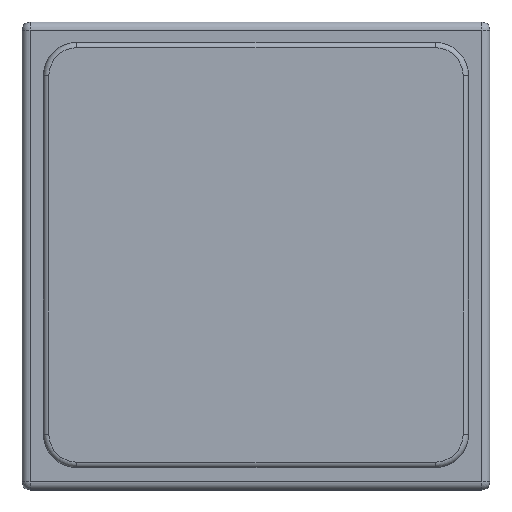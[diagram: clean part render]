
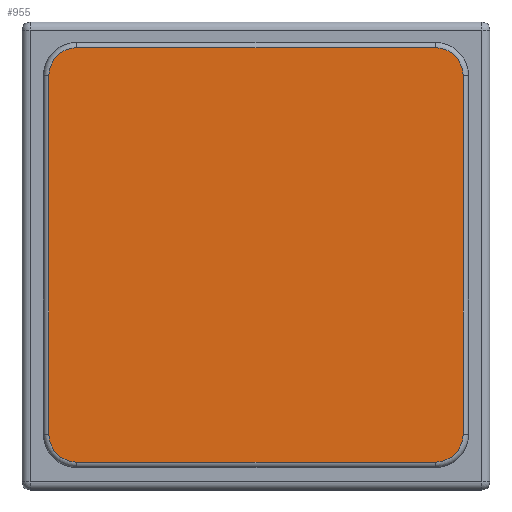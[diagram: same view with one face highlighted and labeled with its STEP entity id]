
A CAD part, top view. The second image highlights one B-rep face of the part: STEP entity #955.
In plain terms, the highlighted planar face has unit normal (0, 0, 1).
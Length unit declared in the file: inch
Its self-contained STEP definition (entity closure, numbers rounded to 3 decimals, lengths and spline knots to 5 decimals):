
#243=DIRECTION('',(1.,0.,0.));
#244=VECTOR('',#243,1.34);
#245=CARTESIAN_POINT('',(-0.67,-0.775,2.35));
#246=LINE('',#245,#244);
#247=CARTESIAN_POINT('',(-0.67,-0.67,2.35));
#248=DIRECTION('',(0.,0.,1.));
#249=DIRECTION('',(-1.,0.,0.));
#250=AXIS2_PLACEMENT_3D('',#247,#248,#249);
#252=DIRECTION('',(0.,-1.,0.));
#253=VECTOR('',#252,1.34);
#254=CARTESIAN_POINT('',(-0.775,0.67,2.35));
#255=LINE('',#254,#253);
#256=CARTESIAN_POINT('',(-0.67,0.67,2.35));
#257=DIRECTION('',(0.,0.,1.));
#258=DIRECTION('',(0.,1.,0.));
#259=AXIS2_PLACEMENT_3D('',#256,#257,#258);
#261=DIRECTION('',(-1.,0.,0.));
#262=VECTOR('',#261,1.34);
#263=CARTESIAN_POINT('',(0.67,0.775,2.35));
#264=LINE('',#263,#262);
#265=CARTESIAN_POINT('',(0.67,0.67,2.35));
#266=DIRECTION('',(0.,0.,1.));
#267=DIRECTION('',(1.,0.,0.));
#268=AXIS2_PLACEMENT_3D('',#265,#266,#267);
#270=DIRECTION('',(0.,1.,0.));
#271=VECTOR('',#270,1.34);
#272=CARTESIAN_POINT('',(0.775,-0.67,2.35));
#273=LINE('',#272,#271);
#274=CARTESIAN_POINT('',(0.67,-0.67,2.35));
#275=DIRECTION('',(0.,0.,1.));
#276=DIRECTION('',(0.,-1.,0.));
#277=AXIS2_PLACEMENT_3D('',#274,#275,#276);
#494=CARTESIAN_POINT('',(-0.67,-0.775,2.35));
#495=CARTESIAN_POINT('',(0.67,-0.775,2.35));
#496=VERTEX_POINT('',#494);
#497=VERTEX_POINT('',#495);
#502=CARTESIAN_POINT('',(0.775,-0.67,2.35));
#503=CARTESIAN_POINT('',(0.775,0.67,2.35));
#504=VERTEX_POINT('',#502);
#505=VERTEX_POINT('',#503);
#510=CARTESIAN_POINT('',(0.67,0.775,2.35));
#511=CARTESIAN_POINT('',(-0.67,0.775,2.35));
#512=VERTEX_POINT('',#510);
#513=VERTEX_POINT('',#511);
#518=CARTESIAN_POINT('',(-0.775,0.67,2.35));
#519=CARTESIAN_POINT('',(-0.775,-0.67,2.35));
#520=VERTEX_POINT('',#518);
#521=VERTEX_POINT('',#519);
#934=CARTESIAN_POINT('',(0.,0.,2.35));
#935=DIRECTION('',(0.,0.,-1.));
#936=DIRECTION('',(0.,1.,0.));
#937=AXIS2_PLACEMENT_3D('',#934,#935,#936);
#938=PLANE('',#937);
#940=ORIENTED_EDGE('',*,*,#939,.F.);
#942=ORIENTED_EDGE('',*,*,#941,.F.);
#944=ORIENTED_EDGE('',*,*,#943,.F.);
#946=ORIENTED_EDGE('',*,*,#945,.F.);
#948=ORIENTED_EDGE('',*,*,#947,.F.);
#949=ORIENTED_EDGE('',*,*,#912,.F.);
#950=ORIENTED_EDGE('',*,*,#924,.F.);
#952=ORIENTED_EDGE('',*,*,#951,.F.);
#953=EDGE_LOOP('',(#940,#942,#944,#946,#948,#949,#950,#952));
#954=FACE_OUTER_BOUND('',#953,.F.);
#955=ADVANCED_FACE('',(#954),#938,.F.);
#251=CIRCLE('',#250,0.105);
#260=CIRCLE('',#259,0.105);
#269=CIRCLE('',#268,0.105);
#278=CIRCLE('',#277,0.105);
#912=EDGE_CURVE('',#505,#512,#269,.T.);
#924=EDGE_CURVE('',#504,#505,#273,.T.);
#939=EDGE_CURVE('',#496,#497,#246,.T.);
#941=EDGE_CURVE('',#521,#496,#251,.T.);
#943=EDGE_CURVE('',#520,#521,#255,.T.);
#945=EDGE_CURVE('',#513,#520,#260,.T.);
#947=EDGE_CURVE('',#512,#513,#264,.T.);
#951=EDGE_CURVE('',#497,#504,#278,.T.);
